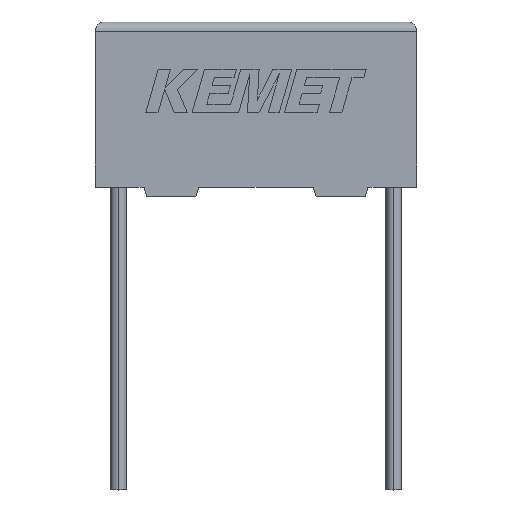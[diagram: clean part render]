
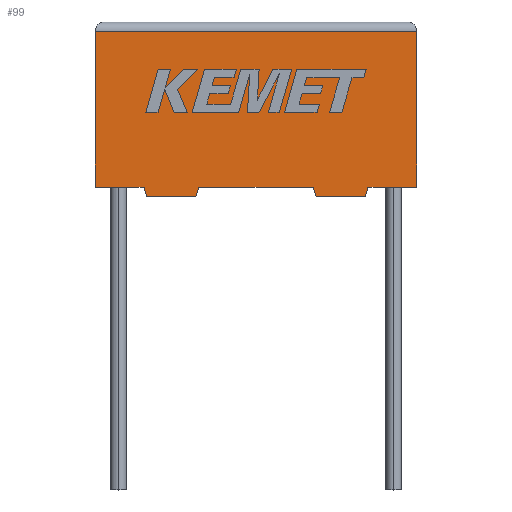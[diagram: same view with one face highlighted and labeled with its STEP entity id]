
A CAD part, top view. The second image highlights one B-rep face of the part: STEP entity #99.
In plain terms, the highlighted planar face has unit normal (0, 0, 1).
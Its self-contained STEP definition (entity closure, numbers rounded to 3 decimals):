
#13 = VERTEX_POINT ( 'NONE', #1138 ) ;
#16 = EDGE_CURVE ( 'NONE', #2588, #1527, #1074, .T. ) ;
#47 = LINE ( 'NONE', #458, #2269 ) ;
#56 = VECTOR ( 'NONE', #2655, 1000. ) ;
#68 = VERTEX_POINT ( 'NONE', #1179 ) ;
#99 = ADVANCED_FACE ( 'NONE', ( #2599 ), #191, .F. ) ;
#133 = VECTOR ( 'NONE', #294, 1000. ) ;
#186 = DIRECTION ( 'NONE',  ( 1., 0., 0. ) ) ;
#191 = PLANE ( 'NONE',  #1059 ) ;
#202 = CARTESIAN_POINT ( 'NONE',  ( 17.5, 0., 3.5 ) ) ;
#225 = CARTESIAN_POINT ( 'NONE',  ( 17.5, 8.5, 3.5 ) ) ;
#246 = EDGE_CURVE ( 'NONE', #2342, #823, #880, .T. ) ;
#294 = DIRECTION ( 'NONE',  ( 0., 1., 0. ) ) ;
#326 = ORIENTED_EDGE ( 'NONE', *, *, #246, .T. ) ;
#327 = DIRECTION ( 'NONE',  ( -0.287, -0.958, 0. ) ) ;
#407 = LINE ( 'NONE', #2365, #2994 ) ;
#458 = CARTESIAN_POINT ( 'NONE',  ( 0., 0., 3.5 ) ) ;
#621 = VECTOR ( 'NONE', #873, 1000. ) ;
#700 = ORIENTED_EDGE ( 'NONE', *, *, #2345, .F. ) ;
#737 = EDGE_CURVE ( 'NONE', #68, #13, #2197, .T. ) ;
#777 = EDGE_CURVE ( 'NONE', #1176, #1913, #3183, .T. ) ;
#823 = VERTEX_POINT ( 'NONE', #225 ) ;
#865 = VECTOR ( 'NONE', #2473, 1000. ) ;
#873 = DIRECTION ( 'NONE',  ( 1., 0., 0. ) ) ;
#880 = LINE ( 'NONE', #202, #133 ) ;
#890 = VERTEX_POINT ( 'NONE', #3056 ) ;
#892 = DIRECTION ( 'NONE',  ( 1., 0., 0. ) ) ;
#1013 = LINE ( 'NONE', #1647, #2563 ) ;
#1024 = CARTESIAN_POINT ( 'NONE',  ( 0., 0., 3.5 ) ) ;
#1036 = VECTOR ( 'NONE', #2600, 1000. ) ;
#1059 = AXIS2_PLACEMENT_3D ( 'NONE', #2404, #2390, #1938 ) ;
#1074 = LINE ( 'NONE', #1425, #1036 ) ;
#1138 = CARTESIAN_POINT ( 'NONE',  ( 5.628, 0., 3.5 ) ) ;
#1176 = VERTEX_POINT ( 'NONE', #2117 ) ;
#1179 = CARTESIAN_POINT ( 'NONE',  ( 5.478, -0.5, 3.5 ) ) ;
#1216 = LINE ( 'NONE', #2094, #621 ) ;
#1272 = CARTESIAN_POINT ( 'NONE',  ( 0., 0., 3.5 ) ) ;
#1330 = ORIENTED_EDGE ( 'NONE', *, *, #2955, .T. ) ;
#1336 = EDGE_CURVE ( 'NONE', #823, #1176, #1888, .T. ) ;
#1363 = ORIENTED_EDGE ( 'NONE', *, *, #2584, .F. ) ;
#1370 = CARTESIAN_POINT ( 'NONE',  ( 2.65, 0., 3.5 ) ) ;
#1391 = VERTEX_POINT ( 'NONE', #3021 ) ;
#1395 = VECTOR ( 'NONE', #3186, 1000. ) ;
#1425 = CARTESIAN_POINT ( 'NONE',  ( 2.65, 0., 3.5 ) ) ;
#1527 = VERTEX_POINT ( 'NONE', #1552 ) ;
#1552 = CARTESIAN_POINT ( 'NONE',  ( 2.8, -0.5, 3.5 ) ) ;
#1567 = VERTEX_POINT ( 'NONE', #1625 ) ;
#1599 = CARTESIAN_POINT ( 'NONE',  ( 14.85, 0., 3.5 ) ) ;
#1625 = CARTESIAN_POINT ( 'NONE',  ( 14.85, 0., 3.5 ) ) ;
#1639 = EDGE_CURVE ( 'NONE', #1567, #2342, #1216, .T. ) ;
#1647 = CARTESIAN_POINT ( 'NONE',  ( 2.8, -0.5, 3.5 ) ) ;
#1872 = DIRECTION ( 'NONE',  ( -1., 0., 0. ) ) ;
#1874 = ORIENTED_EDGE ( 'NONE', *, *, #2846, .T. ) ;
#1888 = LINE ( 'NONE', #3210, #1395 ) ;
#1905 = CARTESIAN_POINT ( 'NONE',  ( 12.023, -0.5, 3.5 ) ) ;
#1906 = ORIENTED_EDGE ( 'NONE', *, *, #1639, .T. ) ;
#1913 = VERTEX_POINT ( 'NONE', #2529 ) ;
#1926 = LINE ( 'NONE', #1272, #865 ) ;
#1938 = DIRECTION ( 'NONE',  ( -1., 0., 0. ) ) ;
#1963 = ORIENTED_EDGE ( 'NONE', *, *, #2477, .F. ) ;
#2052 = ORIENTED_EDGE ( 'NONE', *, *, #777, .T. ) ;
#2070 = VERTEX_POINT ( 'NONE', #3094 ) ;
#2094 = CARTESIAN_POINT ( 'NONE',  ( 0., 0., 3.5 ) ) ;
#2117 = CARTESIAN_POINT ( 'NONE',  ( 0., 8.5, 3.5 ) ) ;
#2197 = LINE ( 'NONE', #2723, #2718 ) ;
#2269 = VECTOR ( 'NONE', #186, 1000. ) ;
#2342 = VERTEX_POINT ( 'NONE', #3082 ) ;
#2345 = EDGE_CURVE ( 'NONE', #2070, #890, #407, .T. ) ;
#2362 = ORIENTED_EDGE ( 'NONE', *, *, #3244, .T. ) ;
#2365 = CARTESIAN_POINT ( 'NONE',  ( 14.7, -0.5, 3.5 ) ) ;
#2390 = DIRECTION ( 'NONE',  ( 0., 0., -1. ) ) ;
#2404 = CARTESIAN_POINT ( 'NONE',  ( 0., 0., 3.5 ) ) ;
#2473 = DIRECTION ( 'NONE',  ( 1., 0., 0. ) ) ;
#2477 = EDGE_CURVE ( 'NONE', #890, #1391, #2632, .T. ) ;
#2490 = DIRECTION ( 'NONE',  ( 0.287, 0.958, 0. ) ) ;
#2529 = CARTESIAN_POINT ( 'NONE',  ( 0., 0., 3.5 ) ) ;
#2550 = ORIENTED_EDGE ( 'NONE', *, *, #16, .T. ) ;
#2563 = VECTOR ( 'NONE', #892, 1000. ) ;
#2566 = ORIENTED_EDGE ( 'NONE', *, *, #1336, .T. ) ;
#2584 = EDGE_CURVE ( 'NONE', #1567, #2070, #2948, .T. ) ;
#2588 = VERTEX_POINT ( 'NONE', #1370 ) ;
#2599 = FACE_OUTER_BOUND ( 'NONE', #2751, .T. ) ;
#2600 = DIRECTION ( 'NONE',  ( 0.287, -0.958, 0. ) ) ;
#2632 = LINE ( 'NONE', #1905, #56 ) ;
#2655 = DIRECTION ( 'NONE',  ( -0.287, 0.958, 0. ) ) ;
#2718 = VECTOR ( 'NONE', #2490, 1000. ) ;
#2723 = CARTESIAN_POINT ( 'NONE',  ( 5.478, -0.5, 3.5 ) ) ;
#2748 = VECTOR ( 'NONE', #327, 1000. ) ;
#2751 = EDGE_LOOP ( 'NONE', ( #326, #2566, #2052, #1330, #2550, #2362, #2968, #1874, #1963, #700, #1363, #1906 ) ) ;
#2846 = EDGE_CURVE ( 'NONE', #13, #1391, #47, .T. ) ;
#2948 = LINE ( 'NONE', #1599, #2748 ) ;
#2955 = EDGE_CURVE ( 'NONE', #1913, #2588, #1926, .T. ) ;
#2968 = ORIENTED_EDGE ( 'NONE', *, *, #737, .T. ) ;
#2994 = VECTOR ( 'NONE', #1872, 1000. ) ;
#3021 = CARTESIAN_POINT ( 'NONE',  ( 11.873, 0., 3.5 ) ) ;
#3056 = CARTESIAN_POINT ( 'NONE',  ( 12.023, -0.5, 3.5 ) ) ;
#3082 = CARTESIAN_POINT ( 'NONE',  ( 17.5, 0., 3.5 ) ) ;
#3094 = CARTESIAN_POINT ( 'NONE',  ( 14.7, -0.5, 3.5 ) ) ;
#3141 = VECTOR ( 'NONE', #3225, 1000. ) ;
#3183 = LINE ( 'NONE', #1024, #3141 ) ;
#3186 = DIRECTION ( 'NONE',  ( -1., 0., 0. ) ) ;
#3210 = CARTESIAN_POINT ( 'NONE',  ( 0., 8.5, 3.5 ) ) ;
#3225 = DIRECTION ( 'NONE',  ( 0., -1., 0. ) ) ;
#3244 = EDGE_CURVE ( 'NONE', #1527, #68, #1013, .T. ) ;
